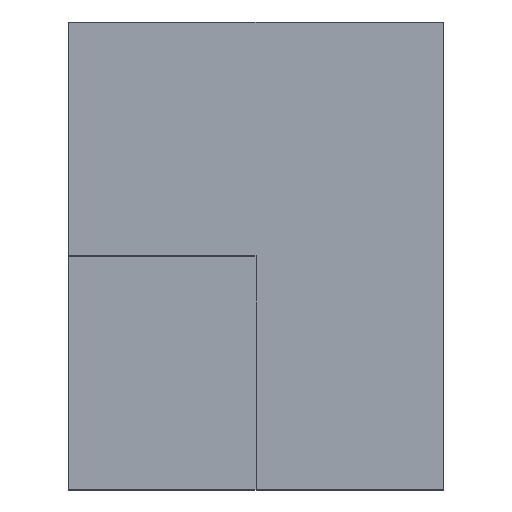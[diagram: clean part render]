
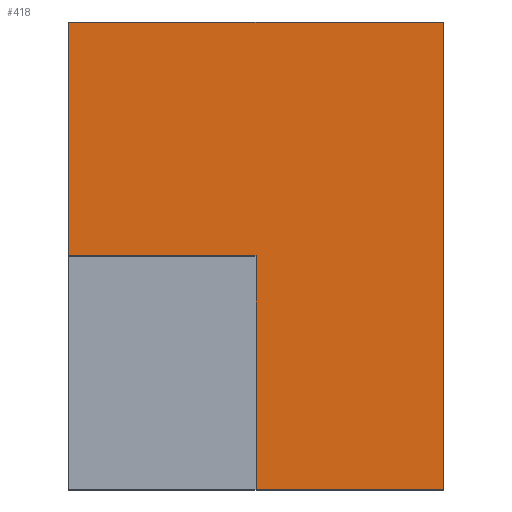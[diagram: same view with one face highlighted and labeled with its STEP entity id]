
A CAD part, top view. The second image highlights one B-rep face of the part: STEP entity #418.
In plain terms, the highlighted planar face has unit normal (0, 0, 1).
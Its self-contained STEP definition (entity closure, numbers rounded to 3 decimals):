
#32 = PLANE('',#33);
#33 = AXIS2_PLACEMENT_3D('',#34,#35,#36);
#34 = CARTESIAN_POINT('',(0.,0.,0.));
#35 = DIRECTION('',(1.,0.,0.));
#36 = DIRECTION('',(0.,0.,1.));
#44 = PLANE('',#45);
#45 = AXIS2_PLACEMENT_3D('',#46,#47,#48);
#46 = CARTESIAN_POINT('',(0.,0.,0.));
#47 = DIRECTION('',(0.,1.,0.));
#48 = DIRECTION('',(0.,0.,1.));
#85 = VERTEX_POINT('',#86);
#86 = CARTESIAN_POINT('',(0.,10.,4.));
#100 = PLANE('',#101);
#101 = AXIS2_PLACEMENT_3D('',#102,#103,#104);
#102 = CARTESIAN_POINT('',(0.,10.,0.));
#103 = DIRECTION('',(0.,1.,0.));
#104 = DIRECTION('',(0.,0.,1.));
#112 = EDGE_CURVE('',#113,#85,#115,.T.);
#113 = VERTEX_POINT('',#114);
#114 = CARTESIAN_POINT('',(0.,5.,4.));
#115 = SURFACE_CURVE('',#116,(#120,#127),.PCURVE_S1.);
#116 = LINE('',#117,#118);
#117 = CARTESIAN_POINT('',(0.,0.,4.));
#118 = VECTOR('',#119,1.);
#119 = DIRECTION('',(0.,1.,0.));
#120 = PCURVE('',#32,#121);
#121 = DEFINITIONAL_REPRESENTATION('',(#122),#126);
#122 = LINE('',#123,#124);
#123 = CARTESIAN_POINT('',(4.,0.));
#124 = VECTOR('',#125,1.);
#125 = DIRECTION('',(0.,-1.));
#126 = ( GEOMETRIC_REPRESENTATION_CONTEXT(2) 
PARAMETRIC_REPRESENTATION_CONTEXT() REPRESENTATION_CONTEXT('2D SPACE',''
  ) );
#127 = PCURVE('',#128,#133);
#128 = PLANE('',#129);
#129 = AXIS2_PLACEMENT_3D('',#130,#131,#132);
#130 = CARTESIAN_POINT('',(0.,0.,4.));
#131 = DIRECTION('',(0.,0.,1.));
#132 = DIRECTION('',(1.,0.,0.));
#133 = DEFINITIONAL_REPRESENTATION('',(#134),#138);
#134 = LINE('',#135,#136);
#135 = CARTESIAN_POINT('',(0.,0.));
#136 = VECTOR('',#137,1.);
#137 = DIRECTION('',(0.,1.));
#138 = ( GEOMETRIC_REPRESENTATION_CONTEXT(2) 
PARAMETRIC_REPRESENTATION_CONTEXT() REPRESENTATION_CONTEXT('2D SPACE',''
  ) );
#156 = PLANE('',#157);
#157 = AXIS2_PLACEMENT_3D('',#158,#159,#160);
#158 = CARTESIAN_POINT('',(0.,5.,2.));
#159 = DIRECTION('',(0.,1.,0.));
#160 = DIRECTION('',(0.,0.,1.));
#200 = VERTEX_POINT('',#201);
#201 = CARTESIAN_POINT('',(8.,0.,4.));
#215 = PLANE('',#216);
#216 = AXIS2_PLACEMENT_3D('',#217,#218,#219);
#217 = CARTESIAN_POINT('',(8.,0.,0.));
#218 = DIRECTION('',(1.,0.,0.));
#219 = DIRECTION('',(0.,0.,1.));
#273 = VERTEX_POINT('',#274);
#274 = CARTESIAN_POINT('',(4.,0.,4.));
#288 = PLANE('',#289);
#289 = AXIS2_PLACEMENT_3D('',#290,#291,#292);
#290 = CARTESIAN_POINT('',(4.,0.,2.));
#291 = DIRECTION('',(1.,0.,0.));
#292 = DIRECTION('',(0.,0.,1.));
#300 = EDGE_CURVE('',#273,#200,#301,.T.);
#301 = SURFACE_CURVE('',#302,(#306,#313),.PCURVE_S1.);
#302 = LINE('',#303,#304);
#303 = CARTESIAN_POINT('',(0.,0.,4.));
#304 = VECTOR('',#305,1.);
#305 = DIRECTION('',(1.,0.,0.));
#306 = PCURVE('',#44,#307);
#307 = DEFINITIONAL_REPRESENTATION('',(#308),#312);
#308 = LINE('',#309,#310);
#309 = CARTESIAN_POINT('',(4.,0.));
#310 = VECTOR('',#311,1.);
#311 = DIRECTION('',(0.,1.));
#312 = ( GEOMETRIC_REPRESENTATION_CONTEXT(2) 
PARAMETRIC_REPRESENTATION_CONTEXT() REPRESENTATION_CONTEXT('2D SPACE',''
  ) );
#313 = PCURVE('',#128,#314);
#314 = DEFINITIONAL_REPRESENTATION('',(#315),#319);
#315 = LINE('',#316,#317);
#316 = CARTESIAN_POINT('',(0.,0.));
#317 = VECTOR('',#318,1.);
#318 = DIRECTION('',(1.,0.));
#319 = ( GEOMETRIC_REPRESENTATION_CONTEXT(2) 
PARAMETRIC_REPRESENTATION_CONTEXT() REPRESENTATION_CONTEXT('2D SPACE',''
  ) );
#375 = EDGE_CURVE('',#113,#376,#378,.T.);
#376 = VERTEX_POINT('',#377);
#377 = CARTESIAN_POINT('',(4.,5.,4.));
#378 = SURFACE_CURVE('',#379,(#383,#390),.PCURVE_S1.);
#379 = LINE('',#380,#381);
#380 = CARTESIAN_POINT('',(0.,5.,4.));
#381 = VECTOR('',#382,1.);
#382 = DIRECTION('',(1.,0.,0.));
#383 = PCURVE('',#156,#384);
#384 = DEFINITIONAL_REPRESENTATION('',(#385),#389);
#385 = LINE('',#386,#387);
#386 = CARTESIAN_POINT('',(2.,0.));
#387 = VECTOR('',#388,1.);
#388 = DIRECTION('',(0.,1.));
#389 = ( GEOMETRIC_REPRESENTATION_CONTEXT(2) 
PARAMETRIC_REPRESENTATION_CONTEXT() REPRESENTATION_CONTEXT('2D SPACE',''
  ) );
#390 = PCURVE('',#128,#391);
#391 = DEFINITIONAL_REPRESENTATION('',(#392),#396);
#392 = LINE('',#393,#394);
#393 = CARTESIAN_POINT('',(0.,5.));
#394 = VECTOR('',#395,1.);
#395 = DIRECTION('',(1.,0.));
#396 = ( GEOMETRIC_REPRESENTATION_CONTEXT(2) 
PARAMETRIC_REPRESENTATION_CONTEXT() REPRESENTATION_CONTEXT('2D SPACE',''
  ) );
#418 = ADVANCED_FACE('',(#419),#128,.T.);
#419 = FACE_BOUND('',#420,.T.);
#420 = EDGE_LOOP('',(#421,#422,#423,#444,#445,#468));
#421 = ORIENTED_EDGE('',*,*,#112,.F.);
#422 = ORIENTED_EDGE('',*,*,#375,.T.);
#423 = ORIENTED_EDGE('',*,*,#424,.F.);
#424 = EDGE_CURVE('',#273,#376,#425,.T.);
#425 = SURFACE_CURVE('',#426,(#430,#437),.PCURVE_S1.);
#426 = LINE('',#427,#428);
#427 = CARTESIAN_POINT('',(4.,0.,4.));
#428 = VECTOR('',#429,1.);
#429 = DIRECTION('',(0.,1.,0.));
#430 = PCURVE('',#128,#431);
#431 = DEFINITIONAL_REPRESENTATION('',(#432),#436);
#432 = LINE('',#433,#434);
#433 = CARTESIAN_POINT('',(4.,0.));
#434 = VECTOR('',#435,1.);
#435 = DIRECTION('',(0.,1.));
#436 = ( GEOMETRIC_REPRESENTATION_CONTEXT(2) 
PARAMETRIC_REPRESENTATION_CONTEXT() REPRESENTATION_CONTEXT('2D SPACE',''
  ) );
#437 = PCURVE('',#288,#438);
#438 = DEFINITIONAL_REPRESENTATION('',(#439),#443);
#439 = LINE('',#440,#441);
#440 = CARTESIAN_POINT('',(2.,0.));
#441 = VECTOR('',#442,1.);
#442 = DIRECTION('',(0.,-1.));
#443 = ( GEOMETRIC_REPRESENTATION_CONTEXT(2) 
PARAMETRIC_REPRESENTATION_CONTEXT() REPRESENTATION_CONTEXT('2D SPACE',''
  ) );
#444 = ORIENTED_EDGE('',*,*,#300,.T.);
#445 = ORIENTED_EDGE('',*,*,#446,.T.);
#446 = EDGE_CURVE('',#200,#447,#449,.T.);
#447 = VERTEX_POINT('',#448);
#448 = CARTESIAN_POINT('',(8.,10.,4.));
#449 = SURFACE_CURVE('',#450,(#454,#461),.PCURVE_S1.);
#450 = LINE('',#451,#452);
#451 = CARTESIAN_POINT('',(8.,0.,4.));
#452 = VECTOR('',#453,1.);
#453 = DIRECTION('',(0.,1.,0.));
#454 = PCURVE('',#128,#455);
#455 = DEFINITIONAL_REPRESENTATION('',(#456),#460);
#456 = LINE('',#457,#458);
#457 = CARTESIAN_POINT('',(8.,0.));
#458 = VECTOR('',#459,1.);
#459 = DIRECTION('',(0.,1.));
#460 = ( GEOMETRIC_REPRESENTATION_CONTEXT(2) 
PARAMETRIC_REPRESENTATION_CONTEXT() REPRESENTATION_CONTEXT('2D SPACE',''
  ) );
#461 = PCURVE('',#215,#462);
#462 = DEFINITIONAL_REPRESENTATION('',(#463),#467);
#463 = LINE('',#464,#465);
#464 = CARTESIAN_POINT('',(4.,0.));
#465 = VECTOR('',#466,1.);
#466 = DIRECTION('',(0.,-1.));
#467 = ( GEOMETRIC_REPRESENTATION_CONTEXT(2) 
PARAMETRIC_REPRESENTATION_CONTEXT() REPRESENTATION_CONTEXT('2D SPACE',''
  ) );
#468 = ORIENTED_EDGE('',*,*,#469,.F.);
#469 = EDGE_CURVE('',#85,#447,#470,.T.);
#470 = SURFACE_CURVE('',#471,(#475,#482),.PCURVE_S1.);
#471 = LINE('',#472,#473);
#472 = CARTESIAN_POINT('',(0.,10.,4.));
#473 = VECTOR('',#474,1.);
#474 = DIRECTION('',(1.,0.,0.));
#475 = PCURVE('',#128,#476);
#476 = DEFINITIONAL_REPRESENTATION('',(#477),#481);
#477 = LINE('',#478,#479);
#478 = CARTESIAN_POINT('',(0.,10.));
#479 = VECTOR('',#480,1.);
#480 = DIRECTION('',(1.,0.));
#481 = ( GEOMETRIC_REPRESENTATION_CONTEXT(2) 
PARAMETRIC_REPRESENTATION_CONTEXT() REPRESENTATION_CONTEXT('2D SPACE',''
  ) );
#482 = PCURVE('',#100,#483);
#483 = DEFINITIONAL_REPRESENTATION('',(#484),#488);
#484 = LINE('',#485,#486);
#485 = CARTESIAN_POINT('',(4.,0.));
#486 = VECTOR('',#487,1.);
#487 = DIRECTION('',(0.,1.));
#488 = ( GEOMETRIC_REPRESENTATION_CONTEXT(2) 
PARAMETRIC_REPRESENTATION_CONTEXT() REPRESENTATION_CONTEXT('2D SPACE',''
  ) );
